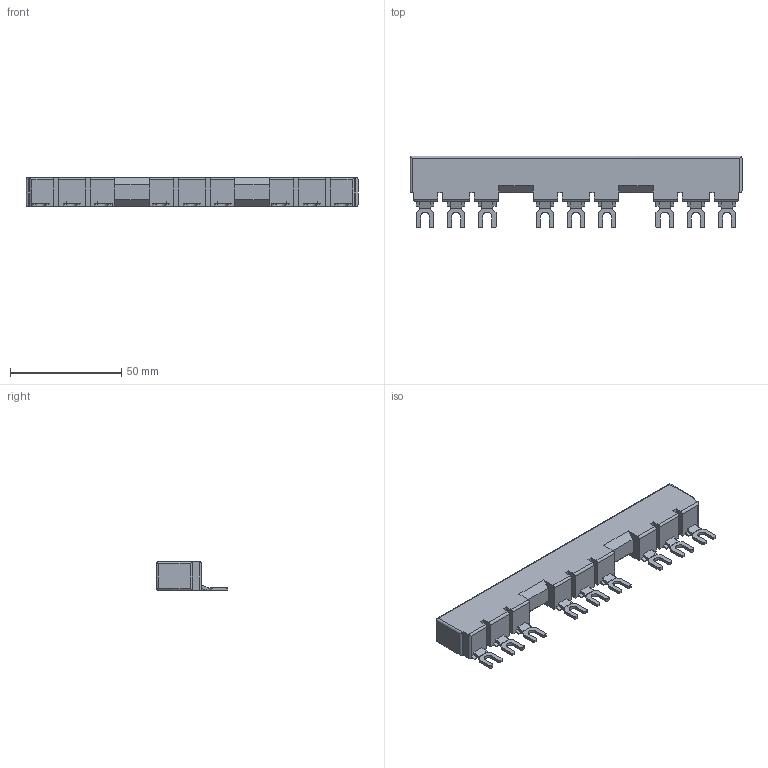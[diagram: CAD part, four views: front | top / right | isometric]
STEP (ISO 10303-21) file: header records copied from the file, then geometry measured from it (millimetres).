
FILE_DESCRIPTION(('FreeCAD Model'),'2;1');
FILE_NAME('3D-KT5-32-DB-54-3.step', '2020-05-01T14:57:59',('Author'),(''), 'Open CASCADE STEP processor 7.2','FreeCAD','Unknown');
FILE_SCHEMA(('AUTOMOTIVE_DESIGN { 1 0 10303 214 1 1 1 1 }'));
Length unit declared in the file: millimetre
Products named in the file (3): 10004812055_ASM; 10004812053; 10004812054008
Assembly tree (10 placements, depth 2):
  10004812055_ASM
    10004812053
    10004812054008  x9
Bounding box: 149.5 x 32.3 x 13 mm (x, y, z)
Volume: 37545.1 mm3; surface area: 12555 mm2
Topology: 10 solids, 10 shells, 301 faces, 837 edges, 556 vertices
Faces by surface type: plane 208, cylinder 93
Entity records: 9981 total; most frequent: CARTESIAN_POINT 2773, DIRECTION 1324, LINE 917, VECTOR 917, ORIENTED_EDGE 714, PCURVE 714, DEFINITIONAL_REPRESENTATION 714, EDGE_CURVE 357
